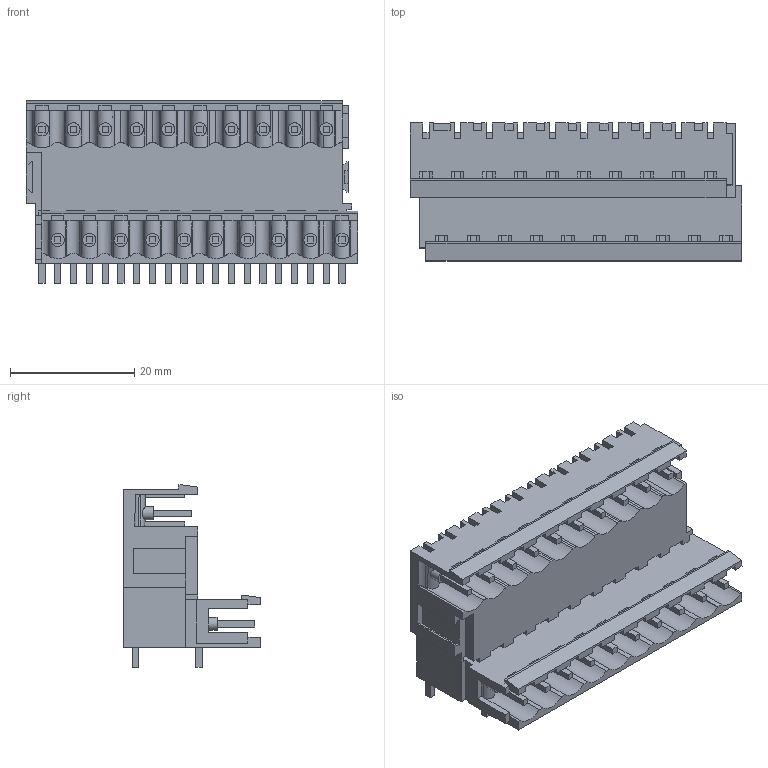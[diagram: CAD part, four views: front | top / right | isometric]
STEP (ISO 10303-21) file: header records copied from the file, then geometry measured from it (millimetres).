
FILE_DESCRIPTION(('CATIA V5R22 STEP214','CAx-IF Rec.Pracs.--- Model Styling and Organization---1.4--- 2014-01-23'),'2;1');
FILE_NAME ('D1454937_1_1725250000_1725250000.stp','2023-03-17T12:51:45+00:00',('none'),('Weidmueller'),'CATIA Version 5-6 Release 2016 SP3 HF44','CATIA V5 STEP AP214','none');
FILE_SCHEMA(('AUTOMOTIVE_DESIGN { 1 0 10303 214 1 1 1 1 }'));
Length unit declared in the file: millimetre
Products named in the file (1): 1725250000
Bounding box: 53.34 x 22.16 x 29.41 mm (x, y, z)
Volume: 11895.1 mm3; surface area: 13943.8 mm2
Topology: 21 solids, 21 shells, 791 faces, 2527 edges, 1719 vertices
Faces by surface type: plane 647, cylinder 144
Entity records: 27785 total; most frequent: CARTESIAN_POINT 6916, ORIENTED_EDGE 5054, DIRECTION 3246, EDGE_CURVE 2527, VECTOR 2084, LINE 2084, VERTEX_POINT 1719, EDGE_LOOP 832
